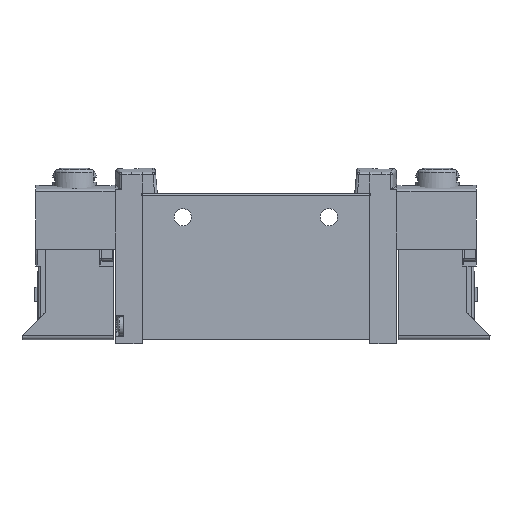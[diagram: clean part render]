
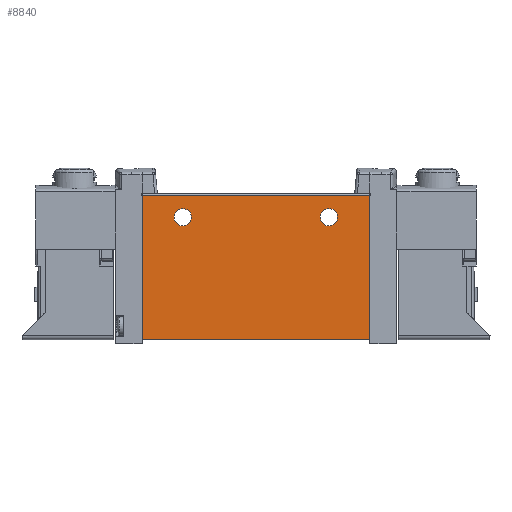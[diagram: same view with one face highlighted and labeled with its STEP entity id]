
A CAD part, front view. The second image highlights one B-rep face of the part: STEP entity #8840.
In plain terms, the highlighted planar face has unit normal (0, -1, 0).
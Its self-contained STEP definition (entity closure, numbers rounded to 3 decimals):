
#789=LINE($,#18331,#1329);
#793=LINE($,#18342,#1333);
#797=LINE($,#18354,#1337);
#799=LINE($,#18362,#1339);
#1329=VECTOR($,#11687,42.);
#1333=VECTOR($,#11697,26.7);
#1337=VECTOR($,#11709,42.);
#1339=VECTOR($,#11719,26.7);
#1656=PLANE($,#9653);
#1758=FACE_BOUND($,#2752,.T.);
#1759=FACE_BOUND($,#2753,.T.);
#2165=FACE_OUTER_BOUND($,#2751,.T.);
#2751=EDGE_LOOP($,(#7072,#7073,#7074,#7075));
#2752=EDGE_LOOP($,(#7076));
#2753=EDGE_LOOP($,(#7077));
#3228=CIRCLE($,#9624,1.6);
#3237=CIRCLE($,#9640,1.6);
#3940=VERTEX_POINT($,#18295);
#3951=VERTEX_POINT($,#18324);
#3953=VERTEX_POINT($,#18329);
#3954=VERTEX_POINT($,#18330);
#3958=VERTEX_POINT($,#18341);
#3962=VERTEX_POINT($,#18353);
#5021=EDGE_CURVE($,#3940,#3940,#3228,.T.);
#5032=EDGE_CURVE($,#3951,#3951,#3237,.T.);
#5034=EDGE_CURVE($,#3953,#3954,#789,.T.);
#5040=EDGE_CURVE($,#3958,#3953,#793,.T.);
#5046=EDGE_CURVE($,#3958,#3962,#797,.T.);
#5050=EDGE_CURVE($,#3962,#3954,#799,.T.);
#7072=ORIENTED_EDGE($,*,*,#5040,.T.);
#7073=ORIENTED_EDGE($,*,*,#5034,.T.);
#7074=ORIENTED_EDGE($,*,*,#5050,.F.);
#7075=ORIENTED_EDGE($,*,*,#5046,.F.);
#7076=ORIENTED_EDGE($,*,*,#5021,.F.);
#7077=ORIENTED_EDGE($,*,*,#5032,.F.);
#8840=ADVANCED_FACE($,(#2165,#1758,#1759),#1656,.F.);
#9624=AXIS2_PLACEMENT_3D($,#18296,#11647,#11648);
#9640=AXIS2_PLACEMENT_3D($,#18325,#11681,#11682);
#9653=AXIS2_PLACEMENT_3D($,#18361,#11717,#11718);
#11647=DIRECTION('center_axis',(0.,-1.,0.));
#11648=DIRECTION('ref_axis',(1.,0.,0.));
#11681=DIRECTION('center_axis',(0.,-1.,0.));
#11682=DIRECTION('ref_axis',(1.,0.,0.));
#11687=DIRECTION($,(-1.,0.,0.));
#11697=DIRECTION($,(0.,0.,1.));
#11709=DIRECTION($,(-1.,0.,0.));
#11717=DIRECTION('center_axis',(0.,1.,0.));
#11718=DIRECTION('ref_axis',(0.,0.,1.));
#11719=DIRECTION($,(0.,0.,1.));
#18295=CARTESIAN_POINT('',(5.2,0.875,23.1));
#18296=CARTESIAN_POINT('Origin',(6.8,0.875,23.1));
#18324=CARTESIAN_POINT('',(32.2,0.875,23.1));
#18325=CARTESIAN_POINT('Origin',(33.8,0.875,23.1));
#18329=CARTESIAN_POINT('',(41.3,0.875,27.2));
#18330=CARTESIAN_POINT('',(-0.7,0.875,27.2));
#18331=CARTESIAN_POINT($,(41.3,0.875,27.2));
#18341=CARTESIAN_POINT('',(41.3,0.875,0.5));
#18342=CARTESIAN_POINT($,(41.3,0.875,0.5));
#18353=CARTESIAN_POINT('',(-0.7,0.875,0.5));
#18354=CARTESIAN_POINT($,(41.3,0.875,0.5));
#18361=CARTESIAN_POINT('Origin',(26.8,0.875,1.299));
#18362=CARTESIAN_POINT($,(-0.7,0.875,0.5));
